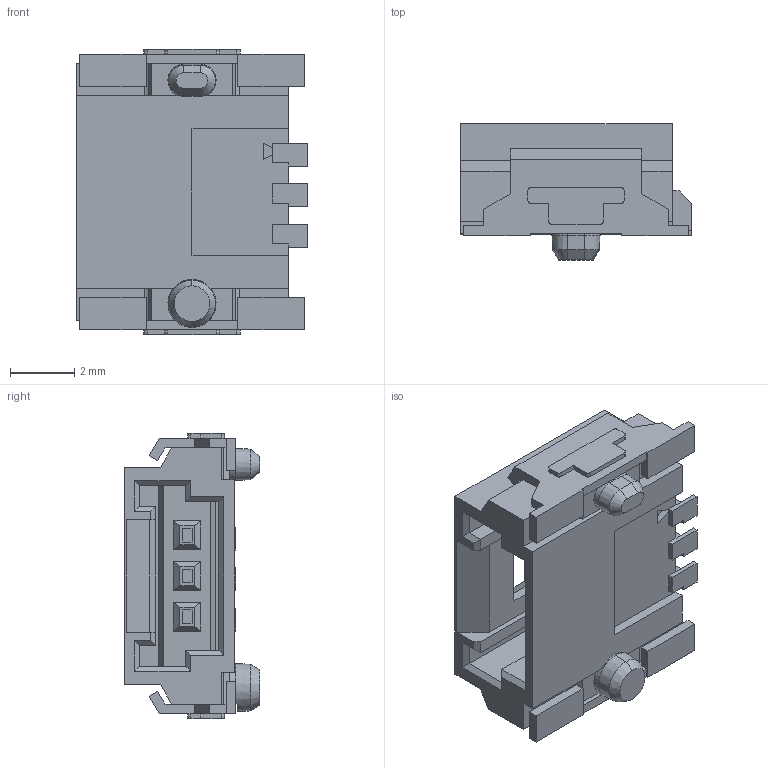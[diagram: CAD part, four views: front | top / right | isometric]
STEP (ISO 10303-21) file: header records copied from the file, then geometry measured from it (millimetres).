
FILE_DESCRIPTION(('STEP AP242'),'1');
FILE_NAME('474109.stp','2022-11-19T14:54:47',('TraceParts'),('TraceParts S.A.'),'Spatial InterOp 3D',' ',' ');
FILE_SCHEMA(('AP242_MANAGED_MODEL_BASED_3D_ENGINEERING_MIM_LF {1 0 10303 442 1 1 4}'));
Length unit declared in the file: millimetre
Products named in the file (1): 474109
Bounding box: 7.2 x 4.23 x 8.89 mm (x, y, z)
Volume: 134.4 mm3; surface area: 339.7 mm2
Topology: 1 solids, 1 shells, 302 faces, 810 edges, 525 vertices
Faces by surface type: plane 268, cylinder 26, cone 8
Entity records: 11693 total; most frequent: CARTESIAN_POINT 1650, ORIENTED_EDGE 1620, DIRECTION 1480, EDGE_CURVE 810, LINE 742, VECTOR 742, VERTEX_POINT 525, AXIS2_PLACEMENT_3D 369
